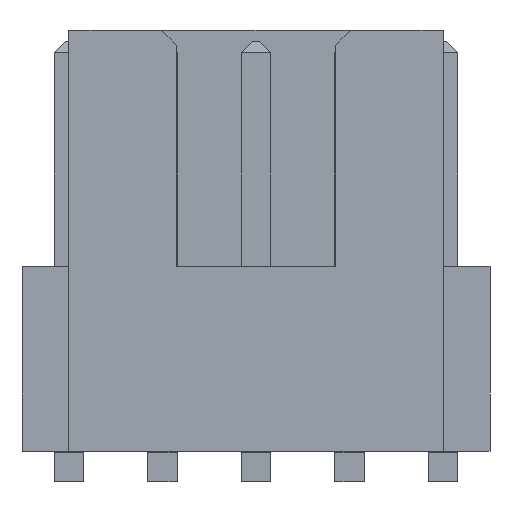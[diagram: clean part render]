
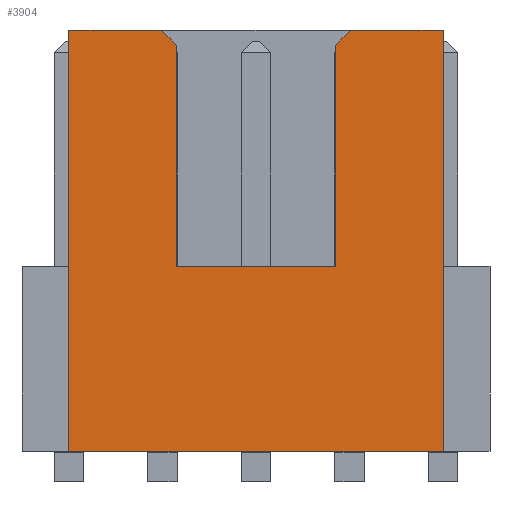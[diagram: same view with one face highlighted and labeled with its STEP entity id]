
A CAD part, left-side view. The second image highlights one B-rep face of the part: STEP entity #3904.
In plain terms, the highlighted planar face has unit normal (-1, 0, 0).
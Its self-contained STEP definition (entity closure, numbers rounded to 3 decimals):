
#1395 = VERTEX_POINT('',#1396);
#1396 = CARTESIAN_POINT('',(-2.51,2.54,6.12));
#1412 = VERTEX_POINT('',#1413);
#1413 = CARTESIAN_POINT('',(-2.51,2.54,0.41));
#1419 = EDGE_CURVE('',#1412,#1395,#1420,.T.);
#1420 = LINE('',#1421,#1422);
#1421 = CARTESIAN_POINT('',(-2.51,2.54,0.41));
#1422 = VECTOR('',#1423,1.);
#1423 = DIRECTION('',(0.,0.,1.));
#1769 = EDGE_CURVE('',#1770,#1772,#1774,.T.);
#1770 = VERTEX_POINT('',#1771);
#1771 = CARTESIAN_POINT('',(-2.51,-1.08,2.92));
#1772 = VERTEX_POINT('',#1773);
#1773 = CARTESIAN_POINT('',(-2.51,1.08,2.92));
#1774 = LINE('',#1775,#1776);
#1775 = CARTESIAN_POINT('',(-2.51,-1.08,2.92));
#1776 = VECTOR('',#1777,1.);
#1777 = DIRECTION('',(0.,1.,0.));
#2700 = VERTEX_POINT('',#2701);
#2701 = CARTESIAN_POINT('',(-2.51,-2.54,0.41));
#2707 = EDGE_CURVE('',#1412,#2700,#2708,.T.);
#2708 = LINE('',#2709,#2710);
#2709 = CARTESIAN_POINT('',(-2.51,2.54,0.41));
#2710 = VECTOR('',#2711,1.);
#2711 = DIRECTION('',(0.,-1.,0.));
#3885 = EDGE_CURVE('',#1395,#3886,#3888,.T.);
#3886 = VERTEX_POINT('',#3887);
#3887 = CARTESIAN_POINT('',(-2.51,1.28,6.12));
#3888 = LINE('',#3889,#3890);
#3889 = CARTESIAN_POINT('',(-2.51,2.54,6.12));
#3890 = VECTOR('',#3891,1.);
#3891 = DIRECTION('',(0.,-1.,0.));
#3904 = ADVANCED_FACE('',(#3905),#3955,.T.);
#3905 = FACE_BOUND('',#3906,.T.);
#3906 = EDGE_LOOP('',(#3907,#3908,#3909,#3917,#3925,#3933,#3939,#3940,
    #3948,#3954));
#3907 = ORIENTED_EDGE('',*,*,#1419,.F.);
#3908 = ORIENTED_EDGE('',*,*,#2707,.T.);
#3909 = ORIENTED_EDGE('',*,*,#3910,.T.);
#3910 = EDGE_CURVE('',#2700,#3911,#3913,.T.);
#3911 = VERTEX_POINT('',#3912);
#3912 = CARTESIAN_POINT('',(-2.51,-2.54,6.12));
#3913 = LINE('',#3914,#3915);
#3914 = CARTESIAN_POINT('',(-2.51,-2.54,0.41));
#3915 = VECTOR('',#3916,1.);
#3916 = DIRECTION('',(0.,0.,1.));
#3917 = ORIENTED_EDGE('',*,*,#3918,.F.);
#3918 = EDGE_CURVE('',#3919,#3911,#3921,.T.);
#3919 = VERTEX_POINT('',#3920);
#3920 = CARTESIAN_POINT('',(-2.51,-1.28,6.12));
#3921 = LINE('',#3922,#3923);
#3922 = CARTESIAN_POINT('',(-2.51,2.54,6.12));
#3923 = VECTOR('',#3924,1.);
#3924 = DIRECTION('',(0.,-1.,0.));
#3925 = ORIENTED_EDGE('',*,*,#3926,.T.);
#3926 = EDGE_CURVE('',#3919,#3927,#3929,.T.);
#3927 = VERTEX_POINT('',#3928);
#3928 = CARTESIAN_POINT('',(-2.51,-1.08,5.92));
#3929 = LINE('',#3930,#3931);
#3930 = CARTESIAN_POINT('',(-2.51,-1.28,6.12));
#3931 = VECTOR('',#3932,1.);
#3932 = DIRECTION('',(0.,0.707,-0.707));
#3933 = ORIENTED_EDGE('',*,*,#3934,.T.);
#3934 = EDGE_CURVE('',#3927,#1770,#3935,.T.);
#3935 = LINE('',#3936,#3937);
#3936 = CARTESIAN_POINT('',(-2.51,-1.08,5.92));
#3937 = VECTOR('',#3938,1.);
#3938 = DIRECTION('',(0.,0.,-1.));
#3939 = ORIENTED_EDGE('',*,*,#1769,.T.);
#3940 = ORIENTED_EDGE('',*,*,#3941,.T.);
#3941 = EDGE_CURVE('',#1772,#3942,#3944,.T.);
#3942 = VERTEX_POINT('',#3943);
#3943 = CARTESIAN_POINT('',(-2.51,1.08,5.92));
#3944 = LINE('',#3945,#3946);
#3945 = CARTESIAN_POINT('',(-2.51,1.08,2.92));
#3946 = VECTOR('',#3947,1.);
#3947 = DIRECTION('',(0.,0.,1.));
#3948 = ORIENTED_EDGE('',*,*,#3949,.T.);
#3949 = EDGE_CURVE('',#3942,#3886,#3950,.T.);
#3950 = LINE('',#3951,#3952);
#3951 = CARTESIAN_POINT('',(-2.51,1.08,5.92));
#3952 = VECTOR('',#3953,1.);
#3953 = DIRECTION('',(0.,0.707,0.707));
#3954 = ORIENTED_EDGE('',*,*,#3885,.F.);
#3955 = PLANE('',#3956);
#3956 = AXIS2_PLACEMENT_3D('',#3957,#3958,#3959);
#3957 = CARTESIAN_POINT('',(-2.51,2.54,0.41));
#3958 = DIRECTION('',(-1.,0.,0.));
#3959 = DIRECTION('',(0.,0.,1.));
